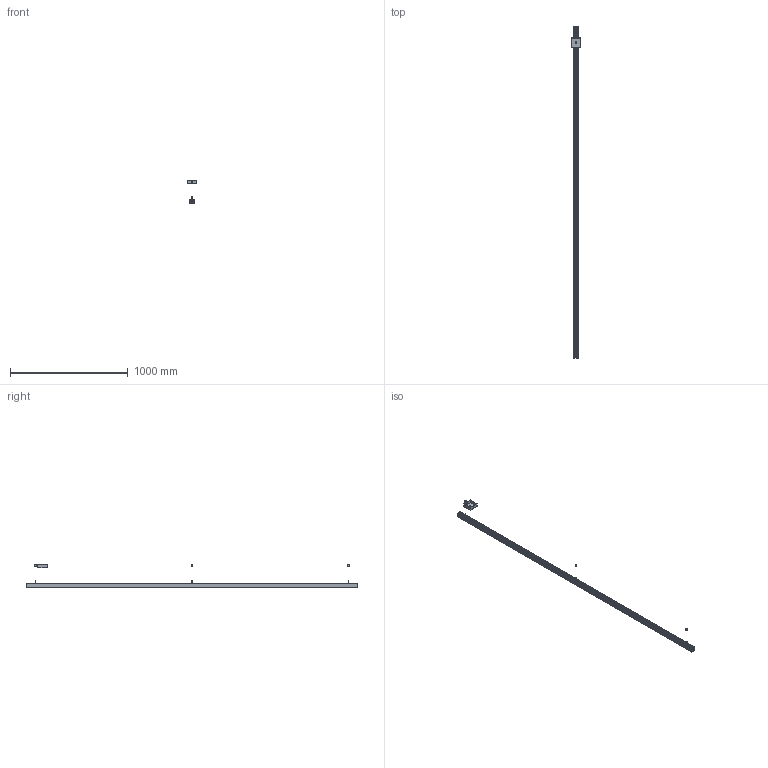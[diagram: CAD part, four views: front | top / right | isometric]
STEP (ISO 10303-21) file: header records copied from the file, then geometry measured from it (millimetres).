
FILE_DESCRIPTION(/* description */ ('This is a sample STEP configuration'),/* implementation_level */ '2;1');
FILE_NAME(/* name */ '577-01205xxxxxxx _Simple.ipt_Rev_00.2.stp',/* time_stamp */ '2021-02-06T16:00:11+01:00',/* author */ ('powerJobs'),/* organization */ ('coolOrange'),/* preprocessor_version */ 'ST-DEVELOPER v18.1',/* originating_system */ 'Autodesk Inventor 2020',/* authorisation */ '');
FILE_SCHEMA (('AUTOMOTIVE_DESIGN { 1 0 10303 214 3 1 1 }'));
Length unit declared in the file: millimetre
Products named in the file (1): ENG000019619
Bounding box: 80 x 2816.6 x 194.85 mm (x, y, z)
Volume: 905728.1 mm3; surface area: 1235179 mm2
Topology: 14 solids, 17 shells, 674 faces, 1748 edges, 1129 vertices
Faces by surface type: cylinder 290, plane 250, cone 51, bspline 34, torus 33, sphere 16
Full cylindrical faces by diameter (mm): 2 x3, 2.5 x3, 2.95 x3, 3.242 x1, 5 x8, 7 x1, 7.85 x6, 8 x2, 8.5 x1, 8.6 x3, 9.3 x3, 10 x2, 10.3 x3, 12 x3, 13.2 x1, 13.6 x1, 15.85 x3
Entity records: 22353 total; most frequent: CARTESIAN_POINT 5206, DIRECTION 3798, ORIENTED_EDGE 3486, EDGE_CURVE 1743, AXIS2_PLACEMENT_3D 1456, VERTEX_POINT 1130, LINE 886, VECTOR 886
